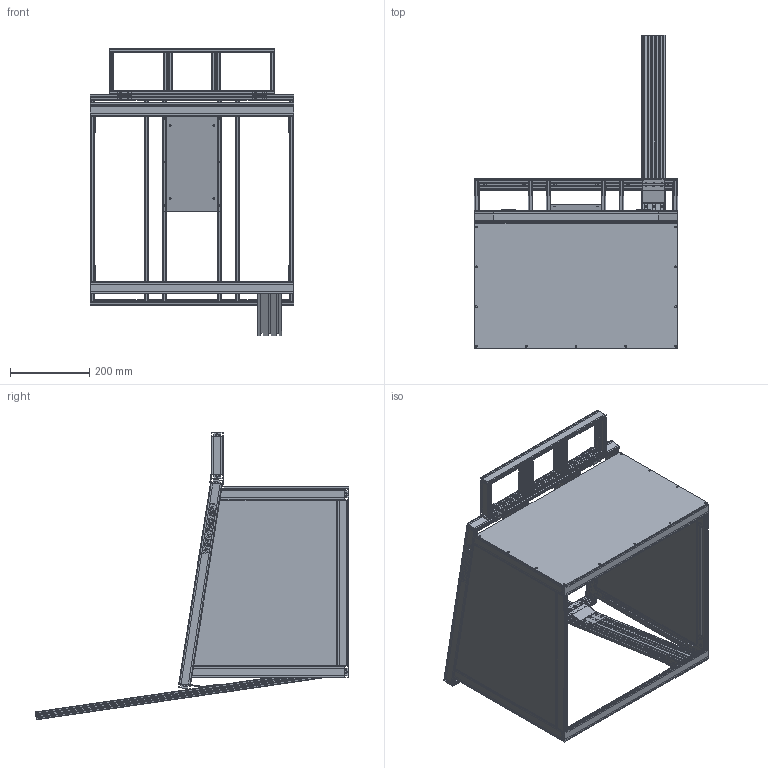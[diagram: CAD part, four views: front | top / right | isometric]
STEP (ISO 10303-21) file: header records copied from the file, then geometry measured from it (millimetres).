
FILE_DESCRIPTION (( 'STEP AP203' ), '1' );
FILE_NAME ('MTC-3D耀倰.STEP', '2025-09-16T09:09:32', ( '' ), ( '' ), 'SwSTEP 2.0', 'SolidWorks 2021', '' );
FILE_SCHEMA (( 'CONFIG_CONTROL_DESIGN' ));
Length unit declared in the file: millimetre
Products named in the file (22): 倰第湮醱遺-筵1; 型材大面框-立柱2-镜像; MTC-3D耀倰; 倰第苤醱遺-軝1; 鍼踢蟀諉璃03; 2060倰第; 鍼踢蟀諉璃05; 倰第湮醱遺-軝菁1; 呿蹋耜啣1; 囀离褒羞蟀諉璃1; 倰第湮醱遺-蕾翐1; 鍼踢蟀諉璃07; 倰第苤醱遺-筵1; 型材大面框-立柱1-镜像; 倰第湮醱遺-軝1; 鍼踢蟀諉璃01; 鍼踢蟀諉璃02; 鍼踢蟀諉璃04; 呿蹋耜啣2; 倰第湮醱遺-蕾翐2; 鍼踢蟀諉璃06; 鍼踢-蚐藷假蚾啣
Assembly tree (70 placements, depth 2):
  MTC-3D耀倰
    倰第湮醱遺-筵1  x4
    倰第湮醱遺-軝1  x6
    倰第苤醱遺-筵1  x2
    倰第苤醱遺-軝1  x6
    倰第湮醱遺-蕾翐1
    型材大面框-立柱1-镜像
    倰第湮醱遺-蕾翐2
    型材大面框-立柱2-镜像
    倰第湮醱遺-軝菁1  x2
    囀离褒羞蟀諉璃1  x26
    鍼踢蟀諉璃01  x2
    鍼踢蟀諉璃02  x2
    鍼踢蟀諉璃03  x4
    鍼踢蟀諉璃04  x2
    鍼踢蟀諉璃05  x2
    鍼踢-蚐藷假蚾啣
    2060倰第
    鍼踢蟀諉璃06  x2
    鍼踢蟀諉璃07
    呿蹋耜啣1  x2
    呿蹋耜啣2
Bounding box: 512 x 788.51 x 723.88 mm (x, y, z)
Volume: 3839046.4 mm3; surface area: 2592648.9 mm2
Topology: 70 solids, 70 shells, 3520 faces, 9746 edges, 6444 vertices
Faces by surface type: plane 2798, cylinder 506, bspline 216
Entity records: 39287 total; most frequent: CARTESIAN_POINT 6834, ORIENTED_EDGE 6102, DIRECTION 5781, EDGE_CURVE 3051, VECTOR 2419, LINE 2419, VERTEX_POINT 2022, AXIS2_PLACEMENT_3D 1681
